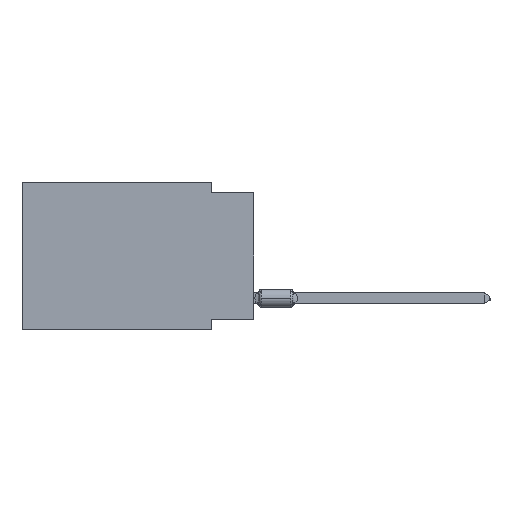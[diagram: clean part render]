
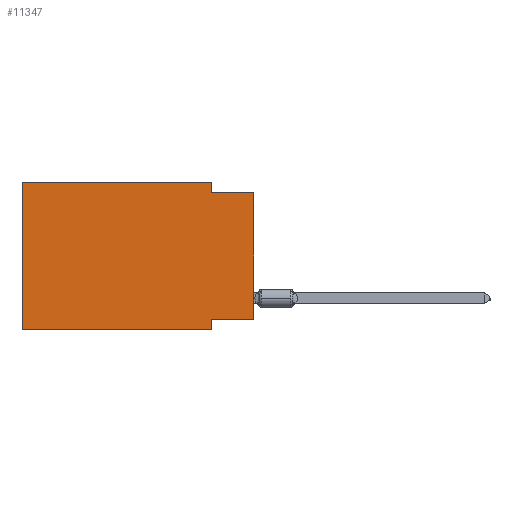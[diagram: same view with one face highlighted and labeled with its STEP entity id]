
A CAD part, left-side view. The second image highlights one B-rep face of the part: STEP entity #11347.
In plain terms, the highlighted planar face has unit normal (-1, 0, 0).
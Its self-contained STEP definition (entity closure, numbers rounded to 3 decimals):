
#1230 = ORIENTED_EDGE ( 'NONE', *, *, #33871, .T. ) ;
#1634 = CARTESIAN_POINT ( 'NONE',  ( 0., 0., -8.255 ) ) ;
#2022 = AXIS2_PLACEMENT_3D ( 'NONE', #13617, #50864, #8186 ) ;
#3154 = ORIENTED_EDGE ( 'NONE', *, *, #34379, .T. ) ;
#3645 = CARTESIAN_POINT ( 'NONE',  ( 0., 13.97, 0. ) ) ;
#4584 = DIRECTION ( 'NONE',  ( 0., -1., 0. ) ) ;
#5524 = CARTESIAN_POINT ( 'NONE',  ( 0., 2.54, -8.255 ) ) ;
#6903 = EDGE_CURVE ( 'NONE', #62042, #53371, #28041, .T. ) ;
#6922 = DIRECTION ( 'NONE',  ( 0., 0., 1. ) ) ;
#7550 = DIRECTION ( 'NONE',  ( 0., -1., 0. ) ) ;
#8186 = DIRECTION ( 'NONE',  ( 0., 0., -1. ) ) ;
#9327 = LINE ( 'NONE', #49108, #54068 ) ;
#11267 = EDGE_CURVE ( 'NONE', #48001, #34583, #31135, .T. ) ;
#11347 = ADVANCED_FACE ( 'NONE', ( #22548 ), #46109, .F. ) ;
#12757 = ORIENTED_EDGE ( 'NONE', *, *, #54602, .F. ) ;
#13214 = DIRECTION ( 'NONE',  ( 0., 0., -1. ) ) ;
#13617 = CARTESIAN_POINT ( 'NONE',  ( 0., 13.97, 0. ) ) ;
#15998 = DIRECTION ( 'NONE',  ( 0., 1., 0. ) ) ;
#16024 = VECTOR ( 'NONE', #57599, 1000. ) ;
#17104 = DIRECTION ( 'NONE',  ( 0., 0., -1. ) ) ;
#17455 = CARTESIAN_POINT ( 'NONE',  ( 0., 13.97, -8.89 ) ) ;
#18036 = EDGE_CURVE ( 'NONE', #46886, #45162, #31727, .T. ) ;
#20154 = DIRECTION ( 'NONE',  ( 0., 0., 1. ) ) ;
#20207 = VERTEX_POINT ( 'NONE', #48288 ) ;
#21717 = CARTESIAN_POINT ( 'NONE',  ( 0., 13.97, 0. ) ) ;
#21903 = LINE ( 'NONE', #17455, #59097 ) ;
#22548 = FACE_OUTER_BOUND ( 'NONE', #33182, .T. ) ;
#22562 = ORIENTED_EDGE ( 'NONE', *, *, #11267, .F. ) ;
#22816 = VECTOR ( 'NONE', #13214, 1000. ) ;
#23472 = CARTESIAN_POINT ( 'NONE',  ( 0., 0., -8.255 ) ) ;
#26045 = CARTESIAN_POINT ( 'NONE',  ( 0., 13.97, 0. ) ) ;
#27050 = CARTESIAN_POINT ( 'NONE',  ( 0., 2.54, -0.635 ) ) ;
#28041 = LINE ( 'NONE', #48082, #16024 ) ;
#29348 = VECTOR ( 'NONE', #15998, 1000. ) ;
#29403 = ORIENTED_EDGE ( 'NONE', *, *, #18036, .F. ) ;
#29444 = EDGE_CURVE ( 'NONE', #20207, #62042, #57421, .T. ) ;
#31135 = LINE ( 'NONE', #26045, #42743 ) ;
#31727 = LINE ( 'NONE', #40345, #55114 ) ;
#33182 = EDGE_LOOP ( 'NONE', ( #3154, #36718, #40671, #12757, #22562, #1230, #29403, #57302 ) ) ;
#33871 = EDGE_CURVE ( 'NONE', #48001, #45162, #21903, .T. ) ;
#33880 = VECTOR ( 'NONE', #4584, 1000. ) ;
#34379 = EDGE_CURVE ( 'NONE', #54270, #53371, #9327, .T. ) ;
#34583 = VERTEX_POINT ( 'NONE', #21717 ) ;
#36718 = ORIENTED_EDGE ( 'NONE', *, *, #6903, .F. ) ;
#38084 = CARTESIAN_POINT ( 'NONE',  ( 0., 2.54, -8.89 ) ) ;
#40345 = CARTESIAN_POINT ( 'NONE',  ( 0., 2.54, -8.89 ) ) ;
#40671 = ORIENTED_EDGE ( 'NONE', *, *, #29444, .F. ) ;
#42203 = CARTESIAN_POINT ( 'NONE',  ( 0., 2.54, 0. ) ) ;
#42743 = VECTOR ( 'NONE', #6922, 1000. ) ;
#43545 = EDGE_CURVE ( 'NONE', #54270, #46886, #49721, .T. ) ;
#45162 = VERTEX_POINT ( 'NONE', #38084 ) ;
#46109 = PLANE ( 'NONE',  #2022 ) ;
#46886 = VERTEX_POINT ( 'NONE', #5524 ) ;
#46972 = LINE ( 'NONE', #3645, #33880 ) ;
#48001 = VERTEX_POINT ( 'NONE', #54999 ) ;
#48082 = CARTESIAN_POINT ( 'NONE',  ( 0., 0., -0.635 ) ) ;
#48288 = CARTESIAN_POINT ( 'NONE',  ( 0., 2.54, 0. ) ) ;
#49108 = CARTESIAN_POINT ( 'NONE',  ( 0., 0., 0. ) ) ;
#49721 = LINE ( 'NONE', #1634, #29348 ) ;
#50864 = DIRECTION ( 'NONE',  ( 1., 0., 0. ) ) ;
#53371 = VERTEX_POINT ( 'NONE', #60006 ) ;
#54068 = VECTOR ( 'NONE', #20154, 1000. ) ;
#54270 = VERTEX_POINT ( 'NONE', #23472 ) ;
#54602 = EDGE_CURVE ( 'NONE', #34583, #20207, #46972, .T. ) ;
#54999 = CARTESIAN_POINT ( 'NONE',  ( 0., 13.97, -8.89 ) ) ;
#55114 = VECTOR ( 'NONE', #17104, 1000. ) ;
#57302 = ORIENTED_EDGE ( 'NONE', *, *, #43545, .F. ) ;
#57421 = LINE ( 'NONE', #42203, #22816 ) ;
#57599 = DIRECTION ( 'NONE',  ( 0., -1., 0. ) ) ;
#59097 = VECTOR ( 'NONE', #7550, 1000. ) ;
#60006 = CARTESIAN_POINT ( 'NONE',  ( 0., 0., -0.635 ) ) ;
#62042 = VERTEX_POINT ( 'NONE', #27050 ) ;
